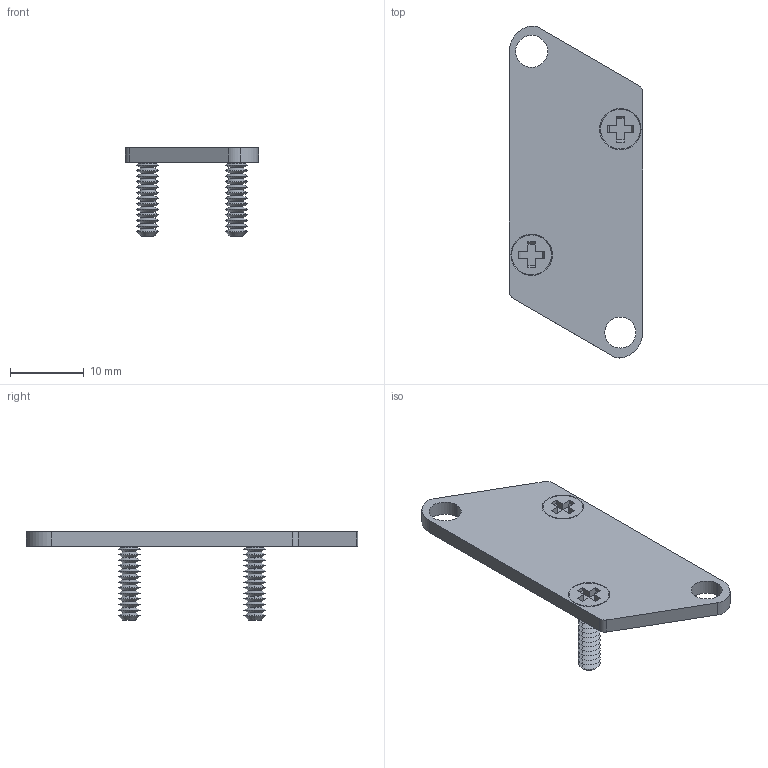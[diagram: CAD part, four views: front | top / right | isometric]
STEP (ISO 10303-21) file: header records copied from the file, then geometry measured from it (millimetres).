
FILE_DESCRIPTION (( 'STEP AP214' ), '1' );
FILE_NAME ('YPC-TMV210-P.STEP', '2020-04-07T06:38:43', ( '' ), ( '' ), 'SwSTEP 2.0', 'SolidWorks 2020', '' );
FILE_SCHEMA (( 'AUTOMOTIVE_DESIGN' ));
Length unit declared in the file: millimetre
Products named in the file (1): YPC-TMV210-P
Bounding box: 18 x 44.87 x 12 mm (x, y, z)
Volume: 1384.7 mm3; surface area: 2003.9 mm2
Topology: 3 solids, 3 shells, 178 faces, 394 edges, 224 vertices
Faces by surface type: cone 112, plane 44, cylinder 22
Entity records: 4870 total; most frequent: DIRECTION 904, CARTESIAN_POINT 797, ORIENTED_EDGE 788, EDGE_CURVE 394, AXIS2_PLACEMENT_3D 331, LINE 242, VECTOR 242, VERTEX_POINT 224
